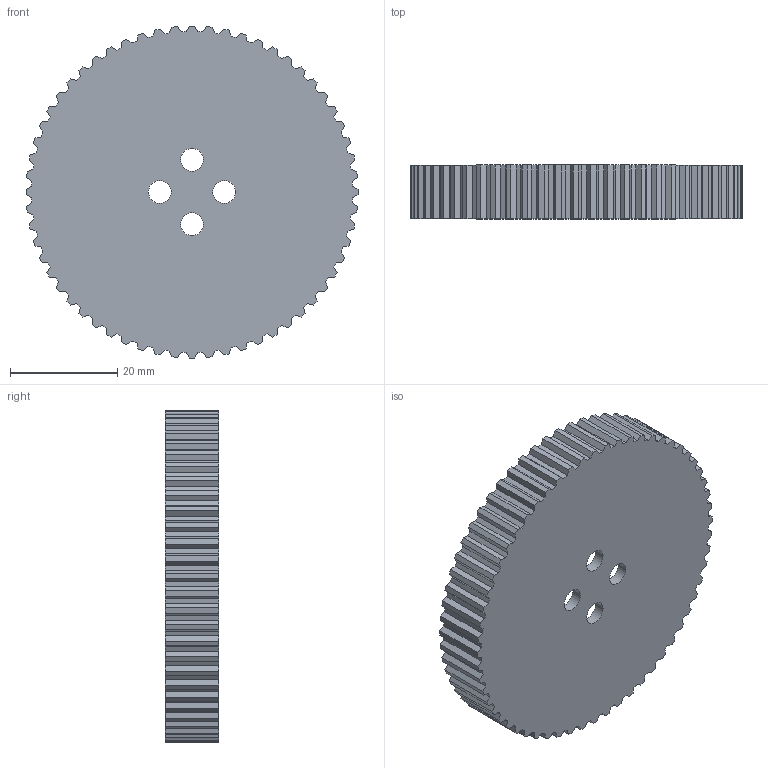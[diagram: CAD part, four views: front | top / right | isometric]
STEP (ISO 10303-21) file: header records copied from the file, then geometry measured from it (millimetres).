
FILE_DESCRIPTION(/* description */ (''),/* implementation_level */ '2;1');
FILE_NAME(/* name */ 'wheel-2.step',/* time_stamp */ '2017-03-01T21:23:09-05:00',/* author */ (''),/* organization */ (''),/* preprocessor_version */ 'ST-DEVELOPER v16.5',/* originating_system */ 'Autodesk Translation Framework v5.2.0.2920',/* authorisation */ '');
FILE_SCHEMA (('AUTOMOTIVE_DESIGN { 1 0 10303 214 3 1 1 }'));
Length unit declared in the file: millimetre
Products named in the file (2): Treaded Wheel v2 v2; Component1
Assembly tree (1 placements, depth 2):
  Treaded Wheel v2 v2
    Component1
Bounding box: 62 x 10 x 62 mm (x, y, z)
Volume: 13405.1 mm3; surface area: 9685.6 mm2
Topology: 1 solids, 1 shells, 248 faces, 735 edges, 490 vertices
Faces by surface type: plane 183, cylinder 65
Full cylindrical faces by diameter (mm): 4.3 x4, 50 x1
Entity records: 8282 total; most frequent: CARTESIAN_POINT 1471, ORIENTED_EDGE 1460, DIRECTION 1362, EDGE_CURVE 730, LINE 600, VECTOR 600, VERTEX_POINT 490, AXIS2_PLACEMENT_3D 381
